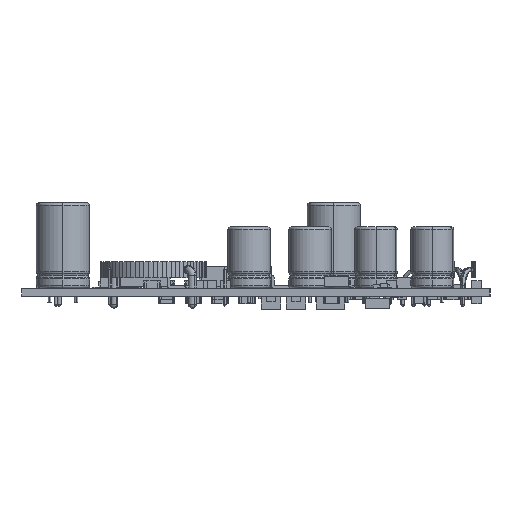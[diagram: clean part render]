
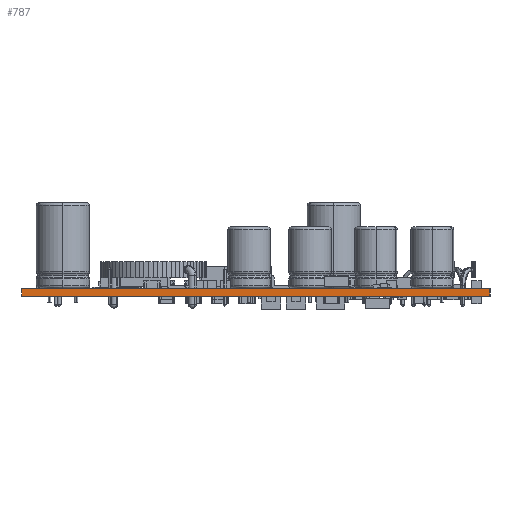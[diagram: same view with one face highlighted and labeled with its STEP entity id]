
A CAD part, left-side view. The second image highlights one B-rep face of the part: STEP entity #787.
In plain terms, the highlighted planar face has unit normal (-1, 0, 0).
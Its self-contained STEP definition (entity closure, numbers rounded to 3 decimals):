
#731 = VERTEX_POINT('',#732);
#732 = CARTESIAN_POINT('',(-10.795,23.495,0.742));
#738 = EDGE_CURVE('',#739,#731,#741,.T.);
#739 = VERTEX_POINT('',#740);
#740 = CARTESIAN_POINT('',(-10.795,23.495,-0.742));
#741 = LINE('',#742,#743);
#742 = CARTESIAN_POINT('',(-10.795,23.495,-0.742));
#743 = VECTOR('',#744,1.);
#744 = DIRECTION('',(0.,0.,1.));
#787 = ADVANCED_FACE('',(#788),#813,.F.);
#788 = FACE_BOUND('',#789,.F.);
#789 = EDGE_LOOP('',(#790,#791,#799,#807));
#790 = ORIENTED_EDGE('',*,*,#738,.T.);
#791 = ORIENTED_EDGE('',*,*,#792,.T.);
#792 = EDGE_CURVE('',#731,#793,#795,.T.);
#793 = VERTEX_POINT('',#794);
#794 = CARTESIAN_POINT('',(-10.795,-64.135,0.742));
#795 = LINE('',#796,#797);
#796 = CARTESIAN_POINT('',(-10.795,23.495,0.742));
#797 = VECTOR('',#798,1.);
#798 = DIRECTION('',(0.,-1.,0.));
#799 = ORIENTED_EDGE('',*,*,#800,.F.);
#800 = EDGE_CURVE('',#801,#793,#803,.T.);
#801 = VERTEX_POINT('',#802);
#802 = CARTESIAN_POINT('',(-10.795,-64.135,-0.742));
#803 = LINE('',#804,#805);
#804 = CARTESIAN_POINT('',(-10.795,-64.135,-0.742));
#805 = VECTOR('',#806,1.);
#806 = DIRECTION('',(0.,0.,1.));
#807 = ORIENTED_EDGE('',*,*,#808,.F.);
#808 = EDGE_CURVE('',#739,#801,#809,.T.);
#809 = LINE('',#810,#811);
#810 = CARTESIAN_POINT('',(-10.795,23.495,-0.742));
#811 = VECTOR('',#812,1.);
#812 = DIRECTION('',(0.,-1.,0.));
#813 = PLANE('',#814);
#814 = AXIS2_PLACEMENT_3D('',#815,#816,#817);
#815 = CARTESIAN_POINT('',(-10.795,23.495,-0.742));
#816 = DIRECTION('',(1.,0.,0.));
#817 = DIRECTION('',(0.,-1.,0.));
